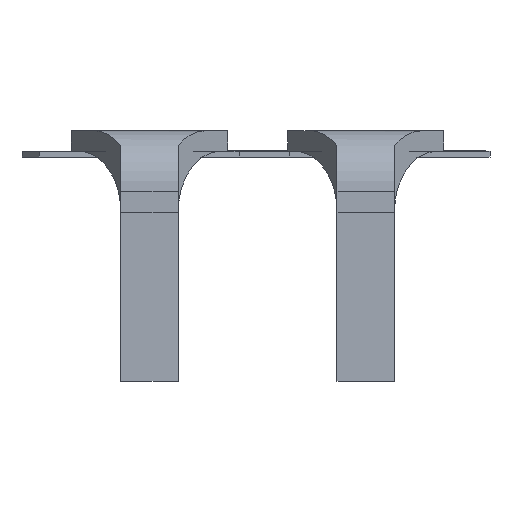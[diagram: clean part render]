
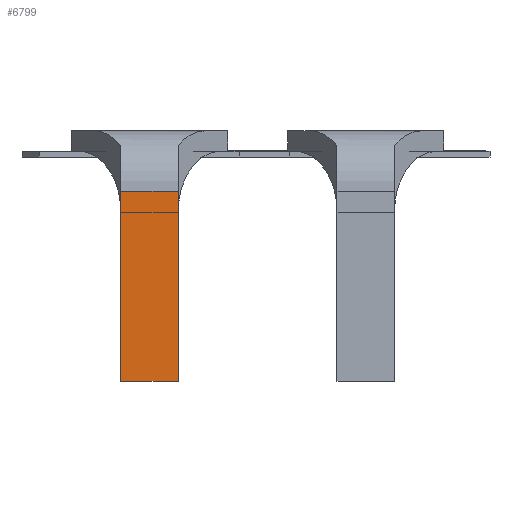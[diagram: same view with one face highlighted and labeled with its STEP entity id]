
A CAD part, front view. The second image highlights one B-rep face of the part: STEP entity #6799.
In plain terms, the highlighted planar face has unit normal (0, -1, 0).
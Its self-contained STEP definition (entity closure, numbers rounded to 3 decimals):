
#1688=ORIENTED_EDGE('',*,*,#1743,.F.);
#1689=ORIENTED_EDGE('',*,*,#2433,.T.);
#1690=ORIENTED_EDGE('',*,*,#1736,.F.);
#1691=ORIENTED_EDGE('',*,*,#2434,.T.);
#1736=EDGE_CURVE('',#2445,#2446,#2912,.T.);
#1743=EDGE_CURVE('',#2452,#2453,#2917,.T.);
#2433=EDGE_CURVE('',#2452,#2446,#3412,.F.);
#2434=EDGE_CURVE('',#2445,#2453,#3413,.T.);
#2445=VERTEX_POINT('',#8729);
#2446=VERTEX_POINT('',#8730);
#2452=VERTEX_POINT('',#8743);
#2453=VERTEX_POINT('',#8745);
#2912=LINE('',#8728,#3424);
#2917=LINE('',#8744,#3429);
#3412=LINE('',#10143,#3924);
#3413=LINE('',#10144,#3925);
#3424=VECTOR('',#7287,1000.);
#3429=VECTOR('',#7298,1000.);
#3924=VECTOR('',#8691,1000.);
#3925=VECTOR('',#8692,1000.);
#4210=EDGE_LOOP('',(#1688,#1689,#1690,#1691));
#4498=FACE_BOUND('',#4210,.T.);
#4672=PLANE('',#7267);
#6799=ADVANCED_FACE('',(#4498),#4672,.T.);
#7267=AXIS2_PLACEMENT_3D('',#10142,#8689,#8690);
#7287=DIRECTION('',(0.,0.,1.));
#7298=DIRECTION('',(0.,0.,-1.));
#8689=DIRECTION('',(0.,-1.,0.));
#8690=DIRECTION('',(1.,0.,0.));
#8691=DIRECTION('',(1.,0.,0.));
#8692=DIRECTION('',(1.,0.,0.));
#8728=CARTESIAN_POINT('',(-1.511,-1.016,-112.12));
#8729=CARTESIAN_POINT('',(-1.511,-1.016,-1.994));
#8730=CARTESIAN_POINT('',(-1.511,-1.016,0.103));
#8743=CARTESIAN_POINT('',(-0.876,-1.016,0.103));
#8744=CARTESIAN_POINT('',(-0.876,-1.016,0.775));
#8745=CARTESIAN_POINT('',(-0.876,-1.016,-1.994));
#10142=CARTESIAN_POINT('',(-1.511,-1.016,-112.12));
#10143=CARTESIAN_POINT('',(-1.511,-1.016,0.103));
#10144=CARTESIAN_POINT('',(-1.511,-1.016,-1.994));
